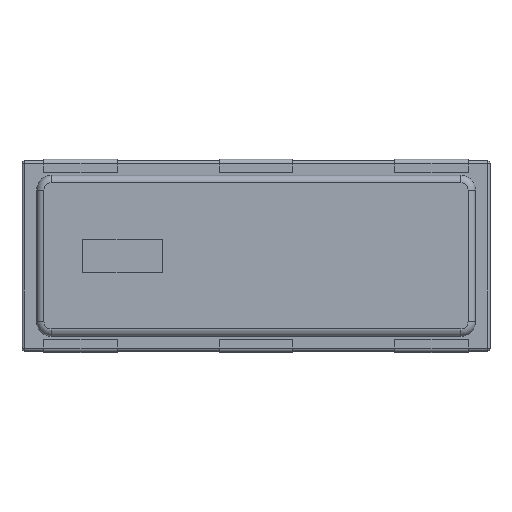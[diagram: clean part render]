
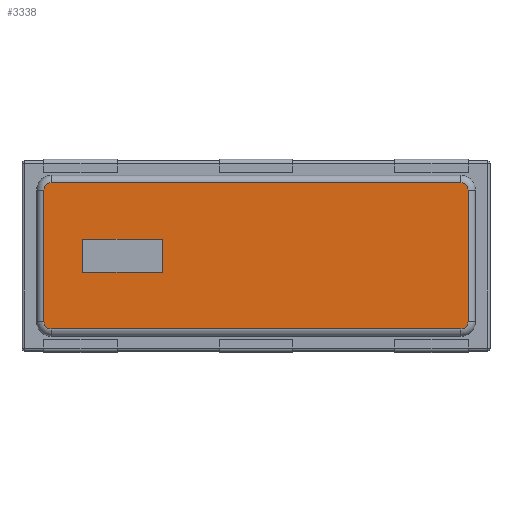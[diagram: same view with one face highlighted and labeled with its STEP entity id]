
A CAD part, top view. The second image highlights one B-rep face of the part: STEP entity #3338.
In plain terms, the highlighted planar face has unit normal (0, 0, 1).
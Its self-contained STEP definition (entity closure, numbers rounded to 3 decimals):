
#194 = DIRECTION ( 'NONE',  ( -1., 0., 0. ) ) ;
#207 = CARTESIAN_POINT ( 'NONE',  ( -0.639, 0.113, 0.7 ) ) ;
#323 = CARTESIAN_POINT ( 'NONE',  ( -1.186, -0.113, 0.7 ) ) ;
#355 = AXIS2_PLACEMENT_3D ( 'NONE', #4284, #9687, #576 ) ;
#502 = EDGE_CURVE ( 'NONE', #7369, #2874, #4641, .T. ) ;
#545 = CARTESIAN_POINT ( 'NONE',  ( 0., 0., 0.7 ) ) ;
#576 = DIRECTION ( 'NONE',  ( 1., 0., 0. ) ) ;
#674 = DIRECTION ( 'NONE',  ( 1., 0., 0. ) ) ;
#825 = CARTESIAN_POINT ( 'NONE',  ( -1.186, 0.113, 0.7 ) ) ;
#827 = VECTOR ( 'NONE', #9186, 1000. ) ;
#869 = CARTESIAN_POINT ( 'NONE',  ( -0.639, -0.113, 0.7 ) ) ;
#881 = DIRECTION ( 'NONE',  ( 0., 0., 1. ) ) ;
#989 = ORIENTED_EDGE ( 'NONE', *, *, #7523, .F. ) ;
#1017 = LINE ( 'NONE', #7890, #4274 ) ;
#1197 = AXIS2_PLACEMENT_3D ( 'NONE', #9798, #6065, #3731 ) ;
#1317 = VERTEX_POINT ( 'NONE', #4508 ) ;
#1638 = EDGE_CURVE ( 'NONE', #3136, #1770, #2842, .T. ) ;
#1696 = ORIENTED_EDGE ( 'NONE', *, *, #4346, .T. ) ;
#1770 = VERTEX_POINT ( 'NONE', #869 ) ;
#1780 = DIRECTION ( 'NONE',  ( 1., 0., 0. ) ) ;
#1850 = VECTOR ( 'NONE', #7067, 1000. ) ;
#1856 = EDGE_CURVE ( 'NONE', #6637, #8219, #2483, .T. ) ;
#1940 = CARTESIAN_POINT ( 'NONE',  ( 1.4, -0.5, 0.7 ) ) ;
#1955 = ORIENTED_EDGE ( 'NONE', *, *, #2865, .F. ) ;
#2094 = LINE ( 'NONE', #4560, #827 ) ;
#2126 = ORIENTED_EDGE ( 'NONE', *, *, #7156, .T. ) ;
#2207 = VERTEX_POINT ( 'NONE', #5125 ) ;
#2329 = AXIS2_PLACEMENT_3D ( 'NONE', #545, #6642, #674 ) ;
#2483 = CIRCLE ( 'NONE', #3634, 0.05 ) ;
#2659 = CARTESIAN_POINT ( 'NONE',  ( 1.45, 0.45, 0.7 ) ) ;
#2780 = LINE ( 'NONE', #3521, #7488 ) ;
#2842 = LINE ( 'NONE', #8157, #8616 ) ;
#2865 = EDGE_CURVE ( 'NONE', #3873, #3136, #2780, .T. ) ;
#2870 = CARTESIAN_POINT ( 'NONE',  ( 1.4, -0.5, 0.7 ) ) ;
#2874 = VERTEX_POINT ( 'NONE', #2870 ) ;
#3016 = VERTEX_POINT ( 'NONE', #5433 ) ;
#3136 = VERTEX_POINT ( 'NONE', #323 ) ;
#3235 = VERTEX_POINT ( 'NONE', #4166 ) ;
#3301 = VECTOR ( 'NONE', #8778, 1000. ) ;
#3338 = ADVANCED_FACE ( 'NONE', ( #8872, #6861 ), #8080, .T. ) ;
#3362 = EDGE_LOOP ( 'NONE', ( #7367, #6931, #1955, #989 ) ) ;
#3410 = EDGE_LOOP ( 'NONE', ( #2126, #6685, #9549, #9716, #1696, #9650, #4782, #4863 ) ) ;
#3521 = CARTESIAN_POINT ( 'NONE',  ( -1.186, 0.113, 0.7 ) ) ;
#3610 = LINE ( 'NONE', #6977, #1850 ) ;
#3634 = AXIS2_PLACEMENT_3D ( 'NONE', #7000, #5512, #1780 ) ;
#3731 = DIRECTION ( 'NONE',  ( 1., 0., 0. ) ) ;
#3737 = DIRECTION ( 'NONE',  ( 1., 0., 0. ) ) ;
#3873 = VERTEX_POINT ( 'NONE', #4007 ) ;
#4007 = CARTESIAN_POINT ( 'NONE',  ( -1.186, 0.113, 0.7 ) ) ;
#4166 = CARTESIAN_POINT ( 'NONE',  ( -1.4, 0.5, 0.7 ) ) ;
#4188 = VECTOR ( 'NONE', #194, 1000. ) ;
#4274 = VECTOR ( 'NONE', #9698, 1000. ) ;
#4284 = CARTESIAN_POINT ( 'NONE',  ( 1.4, -0.45, 0.7 ) ) ;
#4346 = EDGE_CURVE ( 'NONE', #3016, #6637, #5536, .T. ) ;
#4508 = CARTESIAN_POINT ( 'NONE',  ( -1.45, 0.45, 0.7 ) ) ;
#4560 = CARTESIAN_POINT ( 'NONE',  ( -1.45, -0.45, 0.7 ) ) ;
#4566 = CARTESIAN_POINT ( 'NONE',  ( -1.4, -0.45, 0.7 ) ) ;
#4641 = LINE ( 'NONE', #1940, #8412 ) ;
#4782 = ORIENTED_EDGE ( 'NONE', *, *, #7203, .T. ) ;
#4863 = ORIENTED_EDGE ( 'NONE', *, *, #6731, .T. ) ;
#4915 = LINE ( 'NONE', #825, #4188 ) ;
#5080 = EDGE_CURVE ( 'NONE', #1770, #8215, #1017, .T. ) ;
#5125 = CARTESIAN_POINT ( 'NONE',  ( -1.45, -0.45, 0.7 ) ) ;
#5380 = EDGE_CURVE ( 'NONE', #2874, #3016, #8638, .T. ) ;
#5433 = CARTESIAN_POINT ( 'NONE',  ( 1.45, -0.45, 0.7 ) ) ;
#5512 = DIRECTION ( 'NONE',  ( 0., 0., 1. ) ) ;
#5536 = LINE ( 'NONE', #7189, #3301 ) ;
#5757 = CIRCLE ( 'NONE', #1197, 0.05 ) ;
#6065 = DIRECTION ( 'NONE',  ( 0., 0., 1. ) ) ;
#6637 = VERTEX_POINT ( 'NONE', #2659 ) ;
#6642 = DIRECTION ( 'NONE',  ( 0., 0., 1. ) ) ;
#6685 = ORIENTED_EDGE ( 'NONE', *, *, #7445, .T. ) ;
#6731 = EDGE_CURVE ( 'NONE', #3235, #1317, #5757, .T. ) ;
#6861 = FACE_OUTER_BOUND ( 'NONE', #3410, .T. ) ;
#6876 = DIRECTION ( 'NONE',  ( 1., 0., 0. ) ) ;
#6909 = CIRCLE ( 'NONE', #7769, 0.05 ) ;
#6931 = ORIENTED_EDGE ( 'NONE', *, *, #1638, .F. ) ;
#6977 = CARTESIAN_POINT ( 'NONE',  ( -1.4, 0.5, 0.7 ) ) ;
#7000 = CARTESIAN_POINT ( 'NONE',  ( 1.4, 0.45, 0.7 ) ) ;
#7067 = DIRECTION ( 'NONE',  ( -1., 0., 0. ) ) ;
#7156 = EDGE_CURVE ( 'NONE', #1317, #2207, #2094, .T. ) ;
#7189 = CARTESIAN_POINT ( 'NONE',  ( 1.45, 0.45, 0.7 ) ) ;
#7203 = EDGE_CURVE ( 'NONE', #8219, #3235, #3610, .T. ) ;
#7205 = DIRECTION ( 'NONE',  ( 1., 0., 0. ) ) ;
#7367 = ORIENTED_EDGE ( 'NONE', *, *, #5080, .F. ) ;
#7369 = VERTEX_POINT ( 'NONE', #7704 ) ;
#7445 = EDGE_CURVE ( 'NONE', #2207, #7369, #6909, .T. ) ;
#7488 = VECTOR ( 'NONE', #8864, 1000. ) ;
#7523 = EDGE_CURVE ( 'NONE', #8215, #3873, #4915, .T. ) ;
#7704 = CARTESIAN_POINT ( 'NONE',  ( -1.4, -0.5, 0.7 ) ) ;
#7769 = AXIS2_PLACEMENT_3D ( 'NONE', #4566, #881, #6876 ) ;
#7890 = CARTESIAN_POINT ( 'NONE',  ( -0.639, 0.113, 0.7 ) ) ;
#8080 = PLANE ( 'NONE',  #2329 ) ;
#8157 = CARTESIAN_POINT ( 'NONE',  ( -1.186, -0.113, 0.7 ) ) ;
#8215 = VERTEX_POINT ( 'NONE', #207 ) ;
#8219 = VERTEX_POINT ( 'NONE', #9016 ) ;
#8412 = VECTOR ( 'NONE', #7205, 1000. ) ;
#8616 = VECTOR ( 'NONE', #3737, 1000. ) ;
#8638 = CIRCLE ( 'NONE', #355, 0.05 ) ;
#8778 = DIRECTION ( 'NONE',  ( 0., 1., 0. ) ) ;
#8864 = DIRECTION ( 'NONE',  ( 0., -1., 0. ) ) ;
#8872 = FACE_BOUND ( 'NONE', #3362, .T. ) ;
#9016 = CARTESIAN_POINT ( 'NONE',  ( 1.4, 0.5, 0.7 ) ) ;
#9186 = DIRECTION ( 'NONE',  ( 0., -1., 0. ) ) ;
#9549 = ORIENTED_EDGE ( 'NONE', *, *, #502, .T. ) ;
#9650 = ORIENTED_EDGE ( 'NONE', *, *, #1856, .T. ) ;
#9687 = DIRECTION ( 'NONE',  ( 0., 0., 1. ) ) ;
#9698 = DIRECTION ( 'NONE',  ( 0., 1., 0. ) ) ;
#9716 = ORIENTED_EDGE ( 'NONE', *, *, #5380, .T. ) ;
#9798 = CARTESIAN_POINT ( 'NONE',  ( -1.4, 0.45, 0.7 ) ) ;
